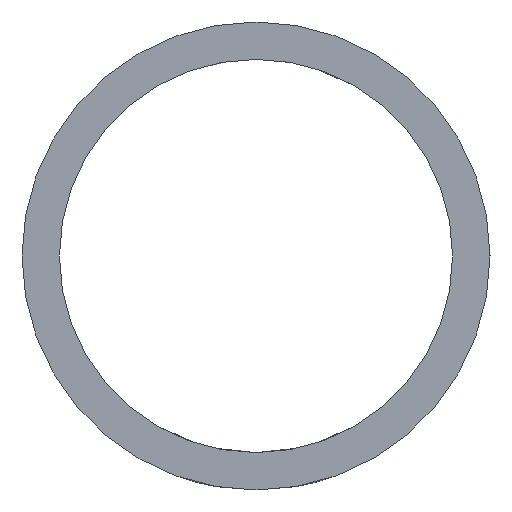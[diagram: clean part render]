
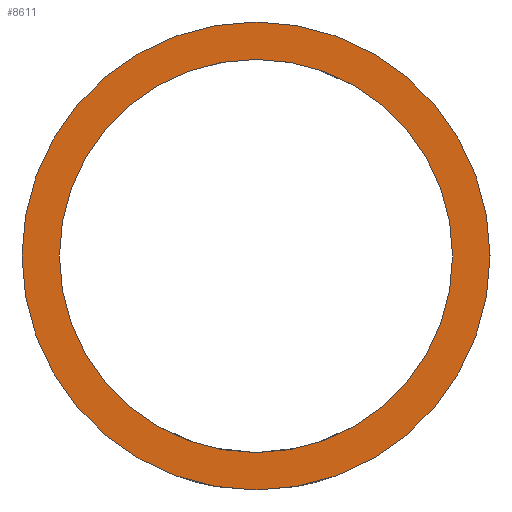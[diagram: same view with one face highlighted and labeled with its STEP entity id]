
A CAD part, left-side view. The second image highlights one B-rep face of the part: STEP entity #8611.
In plain terms, the highlighted planar face has unit normal (-1, 0, 0).
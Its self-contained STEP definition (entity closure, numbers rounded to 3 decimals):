
#703 = ORIENTED_EDGE ( 'NONE', *, *, #14656, .T. ) ;
#955 = CARTESIAN_POINT ( 'NONE',  ( -1550., 0., 0. ) ) ;
#1252 = CIRCLE ( 'NONE', #15130, 10.5 ) ;
#1317 = DIRECTION ( 'NONE',  ( 0., 0., -1. ) ) ;
#1535 = AXIS2_PLACEMENT_3D ( 'NONE', #3335, #7072, #8226 ) ;
#2528 = CARTESIAN_POINT ( 'NONE',  ( -1550., 0., 0. ) ) ;
#2562 = CARTESIAN_POINT ( 'NONE',  ( -1550., 0., -10.5 ) ) ;
#3335 = CARTESIAN_POINT ( 'NONE',  ( -1550., 0., 0. ) ) ;
#3371 = VERTEX_POINT ( 'NONE', #2562 ) ;
#3503 = DIRECTION ( 'NONE',  ( 1., 0., 0. ) ) ;
#3612 = DIRECTION ( 'NONE',  ( 0., 0., -1. ) ) ;
#4040 = ORIENTED_EDGE ( 'NONE', *, *, #10687, .F. ) ;
#4129 = EDGE_LOOP ( 'NONE', ( #703, #14763 ) ) ;
#4351 = CARTESIAN_POINT ( 'NONE',  ( -1550., 0., 12.5 ) ) ;
#5014 = DIRECTION ( 'NONE',  ( 0., 0., -1. ) ) ;
#5541 = CIRCLE ( 'NONE', #14757, 10.5 ) ;
#6229 = DIRECTION ( 'NONE',  ( 1., 0., 0. ) ) ;
#6379 = CARTESIAN_POINT ( 'NONE',  ( -1550., 0., 0. ) ) ;
#6477 = CIRCLE ( 'NONE', #8602, 12.5 ) ;
#7072 = DIRECTION ( 'NONE',  ( 1., 0., 0. ) ) ;
#8226 = DIRECTION ( 'NONE',  ( 0., 0., -1. ) ) ;
#8292 = FACE_OUTER_BOUND ( 'NONE', #11192, .T. ) ;
#8602 = AXIS2_PLACEMENT_3D ( 'NONE', #6379, #6229, #1317 ) ;
#8611 = ADVANCED_FACE ( 'NONE', ( #8292, #14167 ), #10186, .F. ) ;
#8883 = ORIENTED_EDGE ( 'NONE', *, *, #10917, .F. ) ;
#8891 = EDGE_CURVE ( 'NONE', #3371, #13725, #5541, .T. ) ;
#10137 = DIRECTION ( 'NONE',  ( 1., 0., 0. ) ) ;
#10186 = PLANE ( 'NONE',  #13392 ) ;
#10687 = EDGE_CURVE ( 'NONE', #15832, #14933, #12326, .T. ) ;
#10917 = EDGE_CURVE ( 'NONE', #14933, #15832, #6477, .T. ) ;
#11192 = EDGE_LOOP ( 'NONE', ( #8883, #4040 ) ) ;
#12326 = CIRCLE ( 'NONE', #1535, 12.5 ) ;
#13392 = AXIS2_PLACEMENT_3D ( 'NONE', #2528, #10137, #5014 ) ;
#13725 = VERTEX_POINT ( 'NONE', #15302 ) ;
#13833 = CARTESIAN_POINT ( 'NONE',  ( -1550., 0., 0. ) ) ;
#13884 = DIRECTION ( 'NONE',  ( 1., 0., 0. ) ) ;
#14167 = FACE_BOUND ( 'NONE', #4129, .T. ) ;
#14656 = EDGE_CURVE ( 'NONE', #13725, #3371, #1252, .T. ) ;
#14757 = AXIS2_PLACEMENT_3D ( 'NONE', #13833, #13884, #15029 ) ;
#14763 = ORIENTED_EDGE ( 'NONE', *, *, #8891, .T. ) ;
#14933 = VERTEX_POINT ( 'NONE', #4351 ) ;
#15029 = DIRECTION ( 'NONE',  ( 0., 0., -1. ) ) ;
#15130 = AXIS2_PLACEMENT_3D ( 'NONE', #955, #3503, #3612 ) ;
#15302 = CARTESIAN_POINT ( 'NONE',  ( -1550., 0., 10.5 ) ) ;
#15468 = CARTESIAN_POINT ( 'NONE',  ( -1550., 0., -12.5 ) ) ;
#15832 = VERTEX_POINT ( 'NONE', #15468 ) ;
